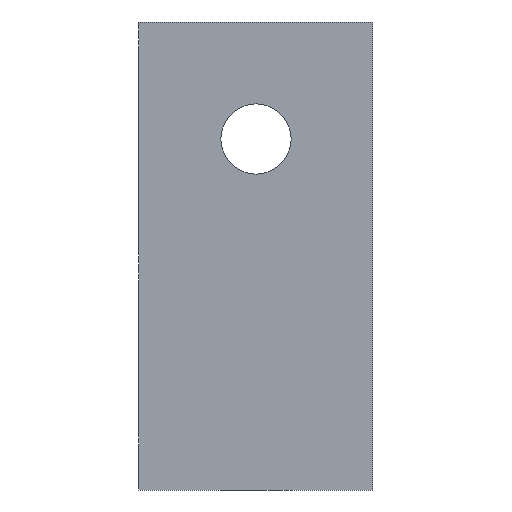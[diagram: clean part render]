
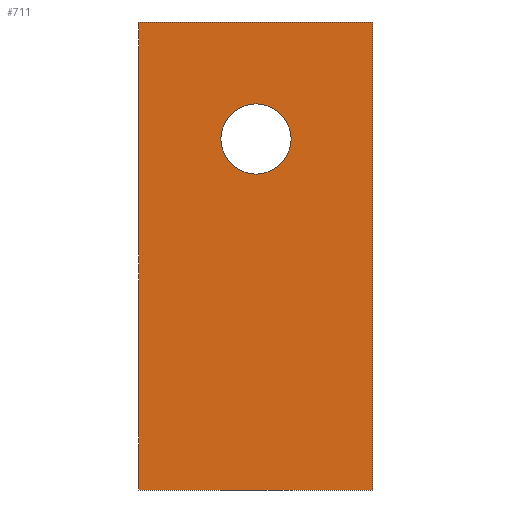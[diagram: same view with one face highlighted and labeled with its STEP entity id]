
A CAD part, front view. The second image highlights one B-rep face of the part: STEP entity #711.
In plain terms, the highlighted planar face has unit normal (0, -1, 0).
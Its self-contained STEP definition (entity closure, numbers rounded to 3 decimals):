
#3 = CARTESIAN_POINT ( 'NONE',  ( -10., 0., 0. ) ) ;
#8 = CARTESIAN_POINT ( 'NONE',  ( -10., 0., 40. ) ) ;
#35 = DIRECTION ( 'NONE',  ( 0., 0., 1. ) ) ;
#44 = VERTEX_POINT ( 'NONE', #213 ) ;
#66 = CARTESIAN_POINT ( 'NONE',  ( 10., 0., 0. ) ) ;
#75 = AXIS2_PLACEMENT_3D ( 'NONE', #305, #418, #238 ) ;
#87 = EDGE_LOOP ( 'NONE', ( #672, #598 ) ) ;
#88 = AXIS2_PLACEMENT_3D ( 'NONE', #720, #266, #35 ) ;
#104 = CIRCLE ( 'NONE', #88, 3. ) ;
#123 = DIRECTION ( 'NONE',  ( -1., 0., 0. ) ) ;
#132 = DIRECTION ( 'NONE',  ( -1., 0., 0. ) ) ;
#139 = EDGE_CURVE ( 'NONE', #739, #675, #281, .T. ) ;
#140 = LINE ( 'NONE', #198, #230 ) ;
#190 = LINE ( 'NONE', #599, #257 ) ;
#192 = ORIENTED_EDGE ( 'NONE', *, *, #472, .F. ) ;
#193 = EDGE_CURVE ( 'NONE', #44, #739, #140, .T. ) ;
#198 = CARTESIAN_POINT ( 'NONE',  ( 10., 0., 40. ) ) ;
#201 = ORIENTED_EDGE ( 'NONE', *, *, #673, .F. ) ;
#213 = CARTESIAN_POINT ( 'NONE',  ( 10., 0., 40. ) ) ;
#218 = CARTESIAN_POINT ( 'NONE',  ( -10., 0., 0. ) ) ;
#223 = EDGE_CURVE ( 'NONE', #419, #535, #634, .T. ) ;
#224 = CARTESIAN_POINT ( 'NONE',  ( 10., 0., 0. ) ) ;
#230 = VECTOR ( 'NONE', #132, 1000. ) ;
#233 = FACE_OUTER_BOUND ( 'NONE', #548, .T. ) ;
#235 = ORIENTED_EDGE ( 'NONE', *, *, #193, .T. ) ;
#238 = DIRECTION ( 'NONE',  ( 0., 0., 1. ) ) ;
#239 = ORIENTED_EDGE ( 'NONE', *, *, #139, .T. ) ;
#240 = PLANE ( 'NONE',  #402 ) ;
#257 = VECTOR ( 'NONE', #123, 1000. ) ;
#266 = DIRECTION ( 'NONE',  ( 0., -1., 0. ) ) ;
#281 = LINE ( 'NONE', #218, #463 ) ;
#305 = CARTESIAN_POINT ( 'NONE',  ( 0., 0., 30. ) ) ;
#374 = CARTESIAN_POINT ( 'NONE',  ( 10., 0., 0. ) ) ;
#394 = EDGE_CURVE ( 'NONE', #535, #419, #104, .T. ) ;
#402 = AXIS2_PLACEMENT_3D ( 'NONE', #66, #464, #693 ) ;
#418 = DIRECTION ( 'NONE',  ( 0., -1., 0. ) ) ;
#419 = VERTEX_POINT ( 'NONE', #718 ) ;
#455 = VERTEX_POINT ( 'NONE', #374 ) ;
#463 = VECTOR ( 'NONE', #745, 1000. ) ;
#464 = DIRECTION ( 'NONE',  ( 0., 1., 0. ) ) ;
#472 = EDGE_CURVE ( 'NONE', #44, #455, #744, .T. ) ;
#535 = VERTEX_POINT ( 'NONE', #627 ) ;
#548 = EDGE_LOOP ( 'NONE', ( #239, #201, #192, #235 ) ) ;
#598 = ORIENTED_EDGE ( 'NONE', *, *, #223, .F. ) ;
#599 = CARTESIAN_POINT ( 'NONE',  ( 10., 0., 0. ) ) ;
#627 = CARTESIAN_POINT ( 'NONE',  ( 0., 0., 33. ) ) ;
#634 = CIRCLE ( 'NONE', #75, 3. ) ;
#672 = ORIENTED_EDGE ( 'NONE', *, *, #394, .F. ) ;
#673 = EDGE_CURVE ( 'NONE', #455, #675, #190, .T. ) ;
#675 = VERTEX_POINT ( 'NONE', #3 ) ;
#685 = DIRECTION ( 'NONE',  ( 0., 0., -1. ) ) ;
#693 = DIRECTION ( 'NONE',  ( 0., 0., 1. ) ) ;
#694 = FACE_BOUND ( 'NONE', #87, .T. ) ;
#711 = ADVANCED_FACE ( 'NONE', ( #694, #233 ), #240, .F. ) ;
#715 = VECTOR ( 'NONE', #685, 1000. ) ;
#718 = CARTESIAN_POINT ( 'NONE',  ( 0., 0., 27. ) ) ;
#720 = CARTESIAN_POINT ( 'NONE',  ( 0., 0., 30. ) ) ;
#739 = VERTEX_POINT ( 'NONE', #8 ) ;
#744 = LINE ( 'NONE', #224, #715 ) ;
#745 = DIRECTION ( 'NONE',  ( 0., 0., -1. ) ) ;
